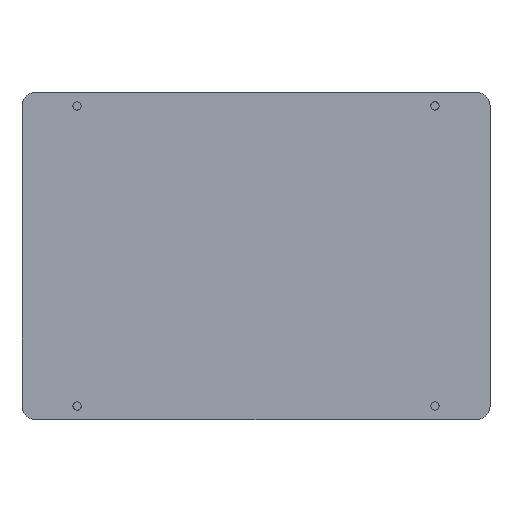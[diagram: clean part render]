
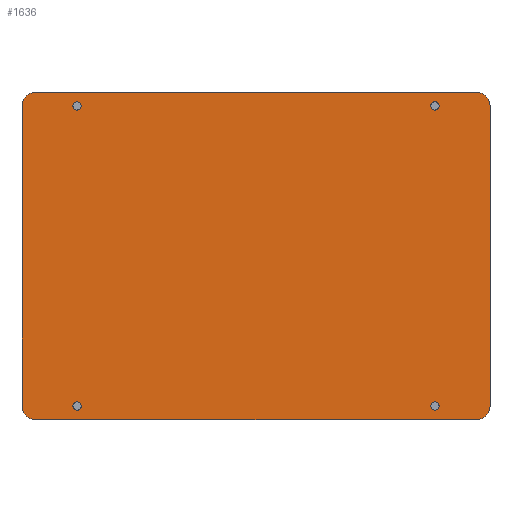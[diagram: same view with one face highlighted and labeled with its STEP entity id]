
A CAD part, top view. The second image highlights one B-rep face of the part: STEP entity #1636.
In plain terms, the highlighted planar face has unit normal (0, 0, 1).
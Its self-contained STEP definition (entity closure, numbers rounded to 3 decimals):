
#38 = AXIS2_PLACEMENT_3D ( 'NONE', #2200, #286, #2403 ) ;
#66 = DIRECTION ( 'NONE',  ( 1., 0., 0. ) ) ;
#100 = DIRECTION ( 'NONE',  ( 1., 0., 0. ) ) ;
#114 = FACE_BOUND ( 'NONE', #1976, .T. ) ;
#157 = CARTESIAN_POINT ( 'NONE',  ( -13., -10.9, 1.6 ) ) ;
#176 = CARTESIAN_POINT ( 'NONE',  ( -17., -10.9, 1.6 ) ) ;
#187 = EDGE_LOOP ( 'NONE', ( #1295, #948 ) ) ;
#188 = DIRECTION ( 'NONE',  ( 0., 0., 1. ) ) ;
#190 = DIRECTION ( 'NONE',  ( 0., 1., 0. ) ) ;
#213 = VECTOR ( 'NONE', #2481, 1000. ) ;
#221 = CARTESIAN_POINT ( 'NONE',  ( 12.7, -10.9, 1.6 ) ) ;
#222 = LINE ( 'NONE', #1494, #889 ) ;
#223 = AXIS2_PLACEMENT_3D ( 'NONE', #1669, #1428, #2283 ) ;
#232 = VERTEX_POINT ( 'NONE', #251 ) ;
#251 = CARTESIAN_POINT ( 'NONE',  ( 13.3, -10.9, 1.6 ) ) ;
#264 = AXIS2_PLACEMENT_3D ( 'NONE', #1349, #2409, #100 ) ;
#286 = DIRECTION ( 'NONE',  ( 0., 0., 1. ) ) ;
#316 = DIRECTION ( 'NONE',  ( 0., 0., 1. ) ) ;
#329 = CARTESIAN_POINT ( 'NONE',  ( -13.3, 10.9, 1.6 ) ) ;
#342 = DIRECTION ( 'NONE',  ( 0., 0., -1. ) ) ;
#350 = DIRECTION ( 'NONE',  ( 0., 0., -1. ) ) ;
#360 = CARTESIAN_POINT ( 'NONE',  ( 13., 10.9, 1.6 ) ) ;
#394 = VERTEX_POINT ( 'NONE', #1638 ) ;
#445 = CIRCLE ( 'NONE', #223, 0.3 ) ;
#485 = CARTESIAN_POINT ( 'NONE',  ( 16., -11.9, 1.6 ) ) ;
#515 = VERTEX_POINT ( 'NONE', #221 ) ;
#519 = AXIS2_PLACEMENT_3D ( 'NONE', #1766, #2615, #1593 ) ;
#529 = CIRCLE ( 'NONE', #1862, 1. ) ;
#544 = VERTEX_POINT ( 'NONE', #485 ) ;
#554 = EDGE_CURVE ( 'NONE', #1261, #1908, #661, .T. ) ;
#557 = DIRECTION ( 'NONE',  ( 0., 0., 1. ) ) ;
#602 = EDGE_CURVE ( 'NONE', #2198, #2683, #833, .T. ) ;
#603 = CARTESIAN_POINT ( 'NONE',  ( 16., -10.9, 1.6 ) ) ;
#627 = AXIS2_PLACEMENT_3D ( 'NONE', #157, #1628, #1614 ) ;
#652 = CIRCLE ( 'NONE', #1354, 0.3 ) ;
#658 = EDGE_LOOP ( 'NONE', ( #1516, #872 ) ) ;
#661 = CIRCLE ( 'NONE', #1320, 0.3 ) ;
#749 = AXIS2_PLACEMENT_3D ( 'NONE', #360, #1204, #2053 ) ;
#750 = AXIS2_PLACEMENT_3D ( 'NONE', #603, #188, #2720 ) ;
#774 = CARTESIAN_POINT ( 'NONE',  ( 17., -10.9, 1.6 ) ) ;
#813 = CARTESIAN_POINT ( 'NONE',  ( 17., 10.9, 1.6 ) ) ;
#833 = CIRCLE ( 'NONE', #519, 1. ) ;
#834 = VERTEX_POINT ( 'NONE', #774 ) ;
#846 = CIRCLE ( 'NONE', #627, 0.3 ) ;
#872 = ORIENTED_EDGE ( 'NONE', *, *, #2729, .F. ) ;
#884 = DIRECTION ( 'NONE',  ( 0., 0., 1. ) ) ;
#889 = VECTOR ( 'NONE', #1900, 1000. ) ;
#933 = CIRCLE ( 'NONE', #1993, 1. ) ;
#948 = ORIENTED_EDGE ( 'NONE', *, *, #1746, .F. ) ;
#962 = PLANE ( 'NONE',  #1634 ) ;
#985 = FACE_OUTER_BOUND ( 'NONE', #2229, .T. ) ;
#1063 = ORIENTED_EDGE ( 'NONE', *, *, #1367, .T. ) ;
#1073 = ORIENTED_EDGE ( 'NONE', *, *, #1741, .F. ) ;
#1123 = EDGE_CURVE ( 'NONE', #1446, #1912, #1365, .T. ) ;
#1130 = VERTEX_POINT ( 'NONE', #1790 ) ;
#1142 = EDGE_CURVE ( 'NONE', #834, #1380, #2443, .T. ) ;
#1166 = FACE_BOUND ( 'NONE', #2227, .T. ) ;
#1204 = DIRECTION ( 'NONE',  ( 0., 0., 1. ) ) ;
#1206 = EDGE_CURVE ( 'NONE', #544, #394, #1431, .T. ) ;
#1223 = DIRECTION ( 'NONE',  ( -1., 0., 0. ) ) ;
#1233 = CIRCLE ( 'NONE', #749, 0.3 ) ;
#1261 = VERTEX_POINT ( 'NONE', #2046 ) ;
#1287 = ORIENTED_EDGE ( 'NONE', *, *, #1206, .F. ) ;
#1290 = CARTESIAN_POINT ( 'NONE',  ( -17., -10.9, 1.6 ) ) ;
#1295 = ORIENTED_EDGE ( 'NONE', *, *, #554, .F. ) ;
#1320 = AXIS2_PLACEMENT_3D ( 'NONE', #2180, #316, #66 ) ;
#1325 = CARTESIAN_POINT ( 'NONE',  ( 12.7, 10.9, 1.6 ) ) ;
#1326 = ORIENTED_EDGE ( 'NONE', *, *, #1668, .F. ) ;
#1343 = ORIENTED_EDGE ( 'NONE', *, *, #1142, .T. ) ;
#1349 = CARTESIAN_POINT ( 'NONE',  ( 13., -10.9, 1.6 ) ) ;
#1354 = AXIS2_PLACEMENT_3D ( 'NONE', #2606, #884, #1990 ) ;
#1365 = CIRCLE ( 'NONE', #38, 0.3 ) ;
#1367 = EDGE_CURVE ( 'NONE', #544, #834, #1588, .T. ) ;
#1380 = VERTEX_POINT ( 'NONE', #813 ) ;
#1394 = FACE_BOUND ( 'NONE', #187, .T. ) ;
#1405 = DIRECTION ( 'NONE',  ( 1., 0., 0. ) ) ;
#1428 = DIRECTION ( 'NONE',  ( 0., 0., 1. ) ) ;
#1431 = LINE ( 'NONE', #2702, #213 ) ;
#1446 = VERTEX_POINT ( 'NONE', #1325 ) ;
#1484 = CARTESIAN_POINT ( 'NONE',  ( -17., 10.9, 1.6 ) ) ;
#1488 = EDGE_CURVE ( 'NONE', #2269, #1561, #652, .T. ) ;
#1494 = CARTESIAN_POINT ( 'NONE',  ( 16., 11.9, 1.6 ) ) ;
#1516 = ORIENTED_EDGE ( 'NONE', *, *, #1488, .F. ) ;
#1523 = CARTESIAN_POINT ( 'NONE',  ( -16., 11.9, 1.6 ) ) ;
#1547 = CARTESIAN_POINT ( 'NONE',  ( -13.3, -10.9, 1.6 ) ) ;
#1561 = VERTEX_POINT ( 'NONE', #1547 ) ;
#1584 = ORIENTED_EDGE ( 'NONE', *, *, #1974, .F. ) ;
#1588 = CIRCLE ( 'NONE', #750, 1. ) ;
#1593 = DIRECTION ( 'NONE',  ( -1., 0., 0. ) ) ;
#1614 = DIRECTION ( 'NONE',  ( 1., 0., 0. ) ) ;
#1628 = DIRECTION ( 'NONE',  ( 0., 0., 1. ) ) ;
#1634 = AXIS2_PLACEMENT_3D ( 'NONE', #1848, #350, #2478 ) ;
#1636 = ADVANCED_FACE ( 'NONE', ( #114, #1166, #1394, #2700, #985 ), #962, .F. ) ;
#1638 = CARTESIAN_POINT ( 'NONE',  ( -16., -11.9, 1.6 ) ) ;
#1668 = EDGE_CURVE ( 'NONE', #232, #515, #2353, .T. ) ;
#1669 = CARTESIAN_POINT ( 'NONE',  ( -13., 10.9, 1.6 ) ) ;
#1741 = EDGE_CURVE ( 'NONE', #1912, #1446, #1233, .T. ) ;
#1746 = EDGE_CURVE ( 'NONE', #1908, #1261, #445, .T. ) ;
#1766 = CARTESIAN_POINT ( 'NONE',  ( -16., 10.9, 1.6 ) ) ;
#1790 = CARTESIAN_POINT ( 'NONE',  ( 16., 11.9, 1.6 ) ) ;
#1800 = CARTESIAN_POINT ( 'NONE',  ( 17., -10.9, 1.6 ) ) ;
#1832 = CARTESIAN_POINT ( 'NONE',  ( -16., -10.9, 1.6 ) ) ;
#1848 = CARTESIAN_POINT ( 'NONE',  ( -16., -10.9, 1.6 ) ) ;
#1862 = AXIS2_PLACEMENT_3D ( 'NONE', #2704, #2231, #1223 ) ;
#1900 = DIRECTION ( 'NONE',  ( -1., 0., 0. ) ) ;
#1908 = VERTEX_POINT ( 'NONE', #329 ) ;
#1912 = VERTEX_POINT ( 'NONE', #2224 ) ;
#1974 = EDGE_CURVE ( 'NONE', #515, #232, #2483, .T. ) ;
#1976 = EDGE_LOOP ( 'NONE', ( #1326, #1584 ) ) ;
#1990 = DIRECTION ( 'NONE',  ( 1., 0., 0. ) ) ;
#1993 = AXIS2_PLACEMENT_3D ( 'NONE', #1832, #342, #2692 ) ;
#2044 = EDGE_CURVE ( 'NONE', #394, #2508, #933, .T. ) ;
#2046 = CARTESIAN_POINT ( 'NONE',  ( -12.7, 10.9, 1.6 ) ) ;
#2053 = DIRECTION ( 'NONE',  ( 1., 0., 0. ) ) ;
#2071 = VECTOR ( 'NONE', #2263, 1000. ) ;
#2142 = ORIENTED_EDGE ( 'NONE', *, *, #1123, .F. ) ;
#2149 = LINE ( 'NONE', #1290, #2707 ) ;
#2180 = CARTESIAN_POINT ( 'NONE',  ( -13., 10.9, 1.6 ) ) ;
#2198 = VERTEX_POINT ( 'NONE', #1484 ) ;
#2200 = CARTESIAN_POINT ( 'NONE',  ( 13., 10.9, 1.6 ) ) ;
#2208 = ORIENTED_EDGE ( 'NONE', *, *, #2628, .T. ) ;
#2213 = CARTESIAN_POINT ( 'NONE',  ( 13., -10.9, 1.6 ) ) ;
#2224 = CARTESIAN_POINT ( 'NONE',  ( 13.3, 10.9, 1.6 ) ) ;
#2227 = EDGE_LOOP ( 'NONE', ( #1073, #2142 ) ) ;
#2229 = EDGE_LOOP ( 'NONE', ( #2432, #1287, #1063, #1343, #2526, #2208, #2681, #2714 ) ) ;
#2231 = DIRECTION ( 'NONE',  ( 0., 0., -1. ) ) ;
#2263 = DIRECTION ( 'NONE',  ( 0., 1., 0. ) ) ;
#2269 = VERTEX_POINT ( 'NONE', #2387 ) ;
#2283 = DIRECTION ( 'NONE',  ( 1., 0., 0. ) ) ;
#2353 = CIRCLE ( 'NONE', #2437, 0.3 ) ;
#2366 = EDGE_CURVE ( 'NONE', #1130, #1380, #529, .T. ) ;
#2387 = CARTESIAN_POINT ( 'NONE',  ( -12.7, -10.9, 1.6 ) ) ;
#2403 = DIRECTION ( 'NONE',  ( 1., 0., 0. ) ) ;
#2409 = DIRECTION ( 'NONE',  ( 0., 0., 1. ) ) ;
#2432 = ORIENTED_EDGE ( 'NONE', *, *, #2044, .F. ) ;
#2437 = AXIS2_PLACEMENT_3D ( 'NONE', #2213, #557, #1405 ) ;
#2443 = LINE ( 'NONE', #1800, #2071 ) ;
#2478 = DIRECTION ( 'NONE',  ( -1., 0., 0. ) ) ;
#2481 = DIRECTION ( 'NONE',  ( -1., 0., 0. ) ) ;
#2483 = CIRCLE ( 'NONE', #264, 0.3 ) ;
#2508 = VERTEX_POINT ( 'NONE', #176 ) ;
#2526 = ORIENTED_EDGE ( 'NONE', *, *, #2366, .F. ) ;
#2606 = CARTESIAN_POINT ( 'NONE',  ( -13., -10.9, 1.6 ) ) ;
#2615 = DIRECTION ( 'NONE',  ( 0., 0., -1. ) ) ;
#2628 = EDGE_CURVE ( 'NONE', #1130, #2683, #222, .T. ) ;
#2632 = EDGE_CURVE ( 'NONE', #2508, #2198, #2149, .T. ) ;
#2681 = ORIENTED_EDGE ( 'NONE', *, *, #602, .F. ) ;
#2683 = VERTEX_POINT ( 'NONE', #1523 ) ;
#2692 = DIRECTION ( 'NONE',  ( -1., 0., 0. ) ) ;
#2700 = FACE_BOUND ( 'NONE', #658, .T. ) ;
#2702 = CARTESIAN_POINT ( 'NONE',  ( 16., -11.9, 1.6 ) ) ;
#2704 = CARTESIAN_POINT ( 'NONE',  ( 16., 10.9, 1.6 ) ) ;
#2707 = VECTOR ( 'NONE', #190, 1000. ) ;
#2714 = ORIENTED_EDGE ( 'NONE', *, *, #2632, .F. ) ;
#2720 = DIRECTION ( 'NONE',  ( 1., 0., 0. ) ) ;
#2729 = EDGE_CURVE ( 'NONE', #1561, #2269, #846, .T. ) ;
